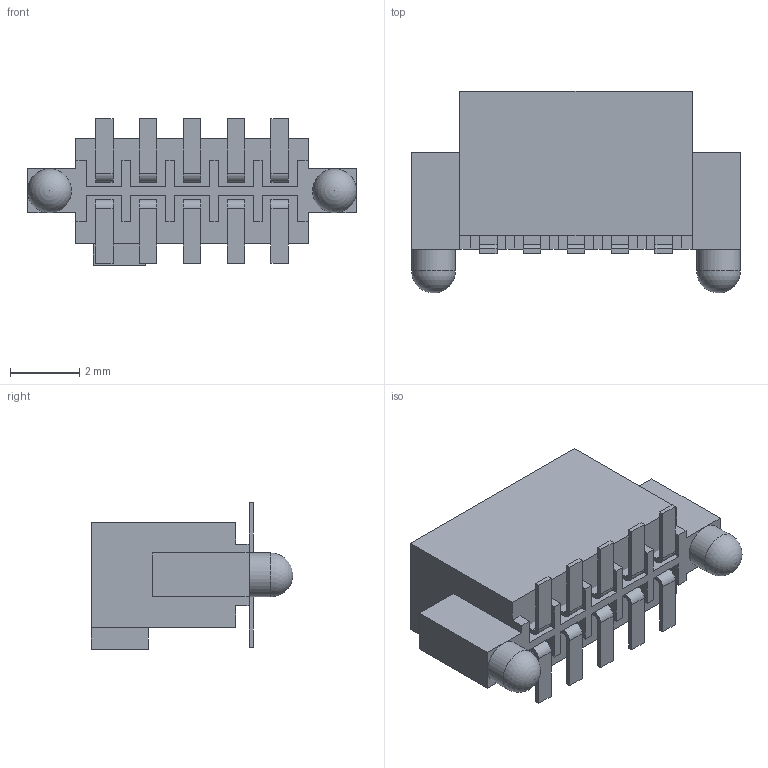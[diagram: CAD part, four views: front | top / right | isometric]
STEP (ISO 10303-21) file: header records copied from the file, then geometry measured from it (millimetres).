
FILE_DESCRIPTION( ( 'STEP AP203' ), '1' );
FILE_NAME( 'SFC-105-T2-L-D-A.stp', '2021-10-25T18:25:33', ( 'License CC BY-ND 4.0' ), ( 'CADENAS' ), ' ', 'PARTsolutions', ' ' );
FILE_SCHEMA( ( 'CONFIG_CONTROL_DESIGN' ) );
Length unit declared in the file: inch
Products named in the file (3): SFC-105-T2-L-D-A; _SFC-105-T2-D-A_terminal; _C-119-T2-05_pins
Assembly tree (2 placements, depth 2):
  SFC-105-T2-L-D-A
    _SFC-105-T2-D-A_terminal
    _C-119-T2-05_pins
Bounding box: 9.53 x 5.84 x 4.25 mm (x, y, z)
Volume: 96.3 mm3; surface area: 285.8 mm2
Topology: 2 solids, 2 shells, 256 faces, 654 edges, 420 vertices
Faces by surface type: plane 232, cylinder 22, sphere 2
Full cylindrical faces by diameter (mm): 1.27 x2
Entity records: 7622 total; most frequent: CARTESIAN_POINT 1323, ORIENTED_EDGE 1292, DIRECTION 1212, EDGE_CURVE 646, LINE 598, VECTOR 598, VERTEX_POINT 418, AXIS2_PLACEMENT_3D 307
